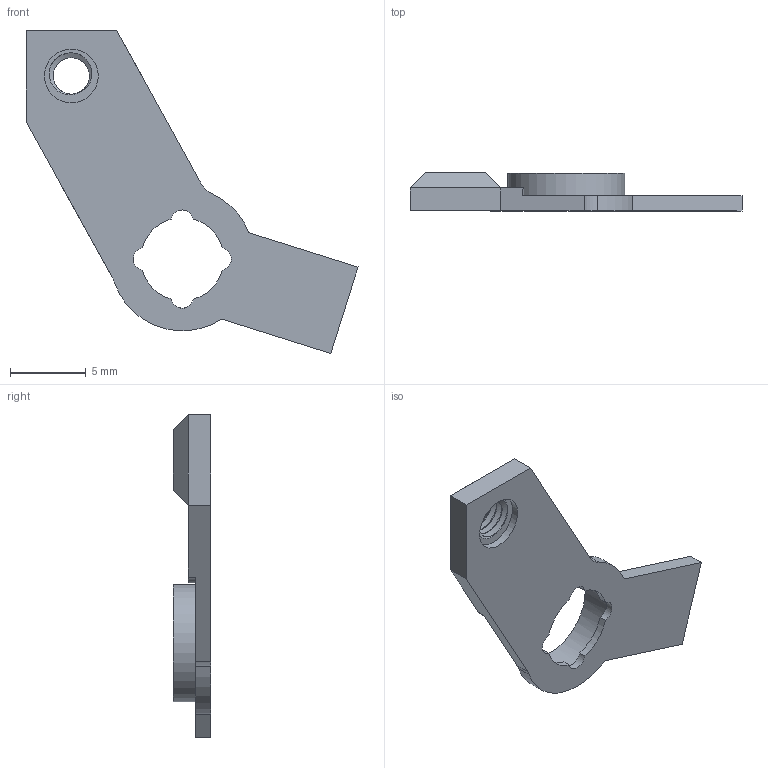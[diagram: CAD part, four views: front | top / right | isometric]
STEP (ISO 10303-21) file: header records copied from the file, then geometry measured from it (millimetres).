
FILE_DESCRIPTION(/* description */ (''),/* implementation_level */ '2;1');
FILE_NAME(/* name */ 'constraints_headbar_mk1.stp',/* time_stamp */ '2022-12-10T13:37:27+01:00',/* author */ ('Rik Ubaghs'),/* organization */ (''),/* preprocessor_version */ 'ST-DEVELOPER v18.1',/* originating_system */ 'Autodesk Inventor 2021',/* authorisation */ '');
FILE_SCHEMA (('AUTOMOTIVE_DESIGN { 1 0 10303 214 3 1 1 }'));
Length unit declared in the file: millimetre
Products named in the file (1): constraints_headbar_mk1
Bounding box: 21.98 x 2.5 x 21.37 mm (x, y, z)
Volume: 243 mm3; surface area: 575.9 mm2
Topology: 1 solids, 1 shells, 50 faces, 126 edges, 80 vertices
Faces by surface type: cylinder 23, plane 23, bspline 3, cone 1
Full cylindrical faces by diameter (mm): 3.06 x2, 3.56 x1, 6.5 x1, 7.75 x1
Entity records: 8972 total; most frequent: CARTESIAN_POINT 7650, DIRECTION 256, ORIENTED_EDGE 252, EDGE_CURVE 126, AXIS2_PLACEMENT_3D 98, VERTEX_POINT 80, LINE 60, VECTOR 60
